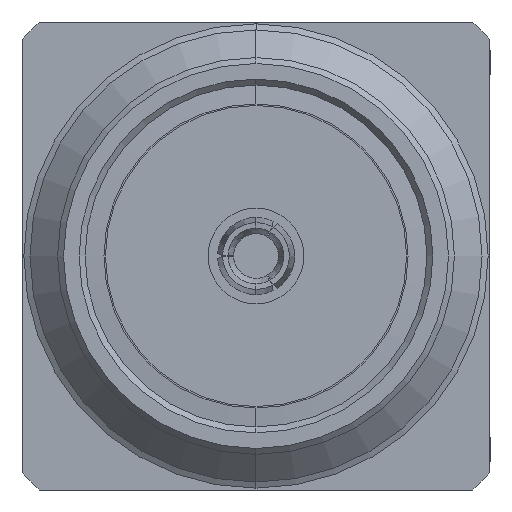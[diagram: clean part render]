
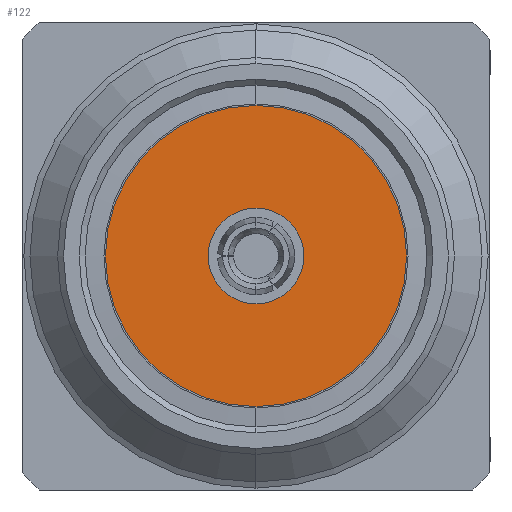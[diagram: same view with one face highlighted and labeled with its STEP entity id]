
A CAD part, left-side view. The second image highlights one B-rep face of the part: STEP entity #122.
In plain terms, the highlighted planar face has unit normal (-1, 0, 0).
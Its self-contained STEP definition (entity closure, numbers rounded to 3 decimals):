
#122=ADVANCED_FACE('NONE',(#387,#388),#389,.F.);
#387=FACE_OUTER_BOUND('',#768,.T.);
#388=FACE_BOUND('',#769,.T.);
#389=PLANE('',#770);
#768=EDGE_LOOP('',(#1755,#1756));
#769=EDGE_LOOP('',(#1757,#1758));
#770=AXIS2_PLACEMENT_3D('',#1759,#1760,#1761);
#1755=ORIENTED_EDGE('',*,*,#2860,.T.);
#1756=ORIENTED_EDGE('',*,*,#2791,.T.);
#1757=ORIENTED_EDGE('',*,*,#2859,.F.);
#1758=ORIENTED_EDGE('',*,*,#2797,.F.);
#1759=CARTESIAN_POINT('',(0.1,2.054,-1.101));
#1760=DIRECTION('',(1.0,0.0,0.0));
#1761=DIRECTION('',(0.0,1.0,-0.0));
#2791=EDGE_CURVE('NONE',#3394,#3391,#3395,.T.);
#2797=EDGE_CURVE('NONE',#3404,#3400,#3406,.T.);
#2859=EDGE_CURVE('NONE',#3400,#3404,#3507,.T.);
#2860=EDGE_CURVE('NONE',#3391,#3394,#3508,.T.);
#3391=VERTEX_POINT('NONE',#4538);
#3394=VERTEX_POINT('',#4542);
#3395=CIRCLE('',#4543,2.03);
#3400=VERTEX_POINT('NONE',#4549);
#3404=VERTEX_POINT('',#4554);
#3406=CIRCLE('',#4557,0.645);
#3507=CIRCLE('',#4736,0.645);
#3508=CIRCLE('',#4737,2.03);
#4538=CARTESIAN_POINT('',(0.1,0.0,-5.185));
#4542=CARTESIAN_POINT('',(0.1,0.,-1.125));
#4543=AXIS2_PLACEMENT_3D('',#5813,#5814,#5815);
#4549=CARTESIAN_POINT('',(0.1,0.0,-3.8));
#4554=CARTESIAN_POINT('',(0.1,0.,-2.51));
#4557=AXIS2_PLACEMENT_3D('',#5825,#5826,#5827);
#4736=AXIS2_PLACEMENT_3D('',#5918,#5919,#5920);
#4737=AXIS2_PLACEMENT_3D('',#5921,#5922,#5923);
#5813=CARTESIAN_POINT('',(0.1,0.0,-3.155));
#5814=DIRECTION('',(-1.0,0.0,-0.0));
#5815=DIRECTION('',(0.0,0.0,-1.0));
#5825=CARTESIAN_POINT('',(0.1,0.0,-3.155));
#5826=DIRECTION('',(-1.0,0.0,-0.0));
#5827=DIRECTION('',(0.0,0.0,-1.0));
#5918=CARTESIAN_POINT('',(0.1,0.0,-3.155));
#5919=DIRECTION('',(-1.0,0.0,-0.0));
#5920=DIRECTION('',(0.0,0.0,-1.0));
#5921=CARTESIAN_POINT('',(0.1,0.0,-3.155));
#5922=DIRECTION('',(-1.0,0.0,-0.0));
#5923=DIRECTION('',(0.0,0.0,-1.0));
